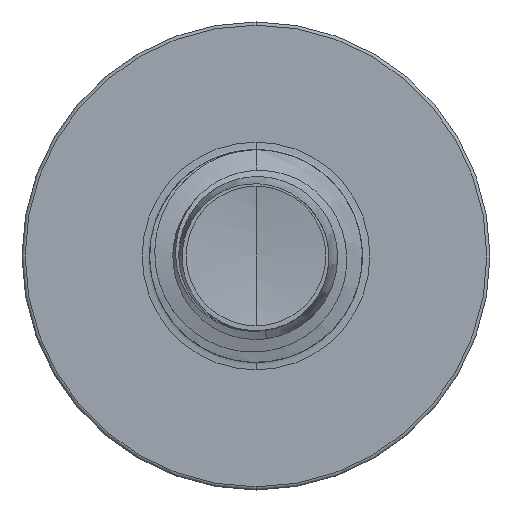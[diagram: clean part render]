
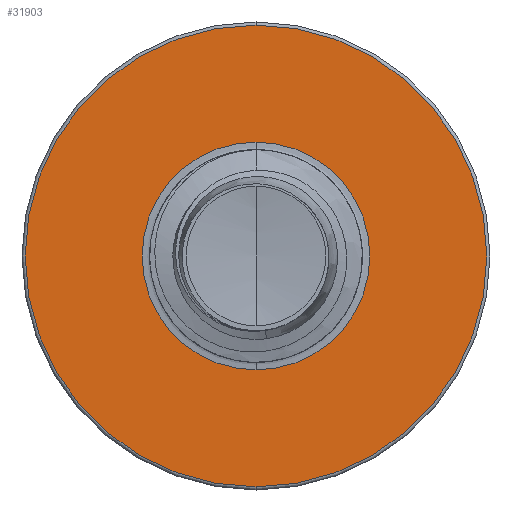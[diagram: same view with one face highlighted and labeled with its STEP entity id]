
A CAD part, front view. The second image highlights one B-rep face of the part: STEP entity #31903.
In plain terms, the highlighted planar face has unit normal (0, -1, 0).
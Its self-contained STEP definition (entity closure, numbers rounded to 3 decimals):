
#26 = DIRECTION ( 'NONE',  ( 0., 1., 0. ) ) ;
#804 = AXIS2_PLACEMENT_3D ( 'NONE', #12751, #31327, #15425 ) ;
#985 = ORIENTED_EDGE ( 'NONE', *, *, #21865, .T. ) ;
#1805 = VERTEX_POINT ( 'NONE', #32485 ) ;
#2561 = EDGE_LOOP ( 'NONE', ( #6281, #14842 ) ) ;
#2905 = PLANE ( 'NONE',  #8101 ) ;
#4014 = EDGE_CURVE ( 'NONE', #1805, #15033, #20399, .T. ) ;
#5226 = DIRECTION ( 'NONE',  ( 0., 1., 0. ) ) ;
#5996 = AXIS2_PLACEMENT_3D ( 'NONE', #16085, #26, #18732 ) ;
#6281 = ORIENTED_EDGE ( 'NONE', *, *, #14089, .F. ) ;
#8101 = AXIS2_PLACEMENT_3D ( 'NONE', #11344, #14026, #32608 ) ;
#10119 = EDGE_CURVE ( 'NONE', #30499, #21260, #27453, .T. ) ;
#11344 = CARTESIAN_POINT ( 'NONE',  ( 0., 16., -2.677 ) ) ;
#11670 = DIRECTION ( 'NONE',  ( 0., 1., 0. ) ) ;
#12751 = CARTESIAN_POINT ( 'NONE',  ( 0., 16., 0. ) ) ;
#12889 = CIRCLE ( 'NONE', #804, 5.425 ) ;
#14026 = DIRECTION ( 'NONE',  ( 0., 1., 0. ) ) ;
#14082 = CIRCLE ( 'NONE', #27447, 2.677 ) ;
#14089 = EDGE_CURVE ( 'NONE', #15033, #1805, #12889, .T. ) ;
#14842 = ORIENTED_EDGE ( 'NONE', *, *, #4014, .F. ) ;
#14866 = ORIENTED_EDGE ( 'NONE', *, *, #10119, .T. ) ;
#15033 = VERTEX_POINT ( 'NONE', #16005 ) ;
#15425 = DIRECTION ( 'NONE',  ( 0., 0., 1. ) ) ;
#16005 = CARTESIAN_POINT ( 'NONE',  ( 0., 16., 5.425 ) ) ;
#16085 = CARTESIAN_POINT ( 'NONE',  ( 0., 16., 0. ) ) ;
#17068 = CARTESIAN_POINT ( 'NONE',  ( 0., 16., 2.677 ) ) ;
#18732 = DIRECTION ( 'NONE',  ( 0., 0., 1. ) ) ;
#20316 = EDGE_LOOP ( 'NONE', ( #14866, #985 ) ) ;
#20399 = CIRCLE ( 'NONE', #25846, 5.425 ) ;
#21194 = CARTESIAN_POINT ( 'NONE',  ( 0., 16., 0. ) ) ;
#21260 = VERTEX_POINT ( 'NONE', #25605 ) ;
#21865 = EDGE_CURVE ( 'NONE', #21260, #30499, #14082, .T. ) ;
#23871 = DIRECTION ( 'NONE',  ( 0., 0., 1. ) ) ;
#25605 = CARTESIAN_POINT ( 'NONE',  ( 0., 16., -2.677 ) ) ;
#25846 = AXIS2_PLACEMENT_3D ( 'NONE', #27594, #11670, #30273 ) ;
#27447 = AXIS2_PLACEMENT_3D ( 'NONE', #21194, #5226, #23871 ) ;
#27453 = CIRCLE ( 'NONE', #5996, 2.677 ) ;
#27594 = CARTESIAN_POINT ( 'NONE',  ( 0., 16., 0. ) ) ;
#30273 = DIRECTION ( 'NONE',  ( 0., 0., 1. ) ) ;
#30499 = VERTEX_POINT ( 'NONE', #17068 ) ;
#31327 = DIRECTION ( 'NONE',  ( 0., 1., 0. ) ) ;
#31484 = FACE_BOUND ( 'NONE', #20316, .T. ) ;
#31903 = ADVANCED_FACE ( 'NONE', ( #32302, #31484 ), #2905, .F. ) ;
#32302 = FACE_OUTER_BOUND ( 'NONE', #2561, .T. ) ;
#32485 = CARTESIAN_POINT ( 'NONE',  ( 0., 16., -5.425 ) ) ;
#32608 = DIRECTION ( 'NONE',  ( 0., 0., 1. ) ) ;
